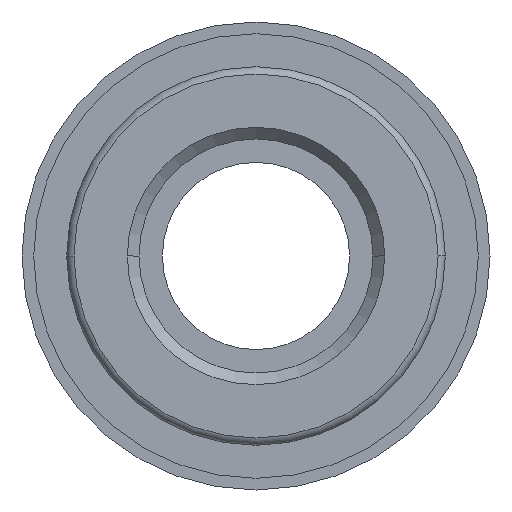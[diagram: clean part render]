
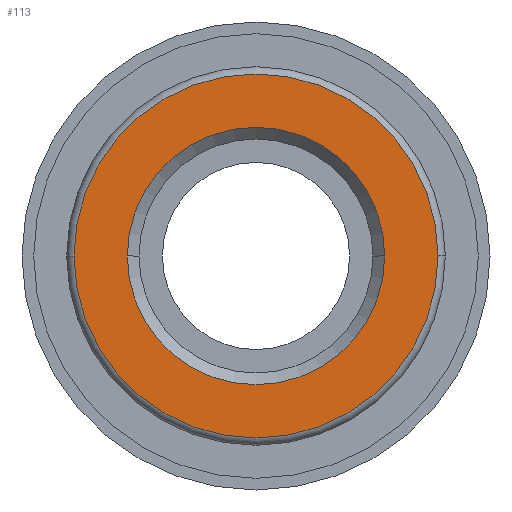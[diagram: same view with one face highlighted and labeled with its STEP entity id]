
A CAD part, front view. The second image highlights one B-rep face of the part: STEP entity #113.
In plain terms, the highlighted planar face has unit normal (0, -1, 0).
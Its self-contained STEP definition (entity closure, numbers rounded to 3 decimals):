
#113=ADVANCED_FACE('',(#274,#275),#276,.T.);
#274=FACE_BOUND('',#491,.T.);
#275=FACE_OUTER_BOUND('',#492,.T.);
#276=PLANE('',#493);
#491=EDGE_LOOP('',(#760,#761));
#492=EDGE_LOOP('',(#762,#763));
#493=AXIS2_PLACEMENT_3D('',#764,#765,#766);
#760=ORIENTED_EDGE('',*,*,#1239,.T.);
#761=ORIENTED_EDGE('',*,*,#1206,.T.);
#762=ORIENTED_EDGE('',*,*,#1240,.T.);
#763=ORIENTED_EDGE('',*,*,#1241,.T.);
#764=CARTESIAN_POINT('',(0.0,0.0,0.0));
#765=DIRECTION('',(0.0,-1.0,0.0));
#766=DIRECTION('',(-1.0,0.0,0.0));
#1206=EDGE_CURVE('',#1412,#1415,#1417,.T.);
#1239=EDGE_CURVE('',#1415,#1412,#1470,.T.);
#1240=EDGE_CURVE('',#1471,#1472,#1473,.T.);
#1241=EDGE_CURVE('',#1472,#1471,#1474,.T.);
#1412=VERTEX_POINT('',#1693);
#1415=VERTEX_POINT('',#1697);
#1417=CIRCLE('',#1700,4.95);
#1470=CIRCLE('',#1763,4.95);
#1471=VERTEX_POINT('',#1764);
#1472=VERTEX_POINT('',#1765);
#1473=CIRCLE('',#1766,7.0);
#1474=CIRCLE('',#1767,7.0);
#1693=CARTESIAN_POINT('',(4.95,0.0,0.));
#1697=CARTESIAN_POINT('',(-4.95,0.0,0.));
#1700=AXIS2_PLACEMENT_3D('',#2012,#2013,#2014);
#1763=AXIS2_PLACEMENT_3D('',#2067,#2068,#2069);
#1764=CARTESIAN_POINT('',(7.0,0.0,0.0));
#1765=CARTESIAN_POINT('',(-7.0,0.0,0.));
#1766=AXIS2_PLACEMENT_3D('',#2070,#2071,#2072);
#1767=AXIS2_PLACEMENT_3D('',#2073,#2074,#2075);
#2012=CARTESIAN_POINT('',(0.0,0.0,0.0));
#2013=DIRECTION('',(-0.0,1.0,0.0));
#2014=DIRECTION('',(1.0,0.0,0.0));
#2067=CARTESIAN_POINT('',(0.0,0.0,0.0));
#2068=DIRECTION('',(-0.0,1.0,0.0));
#2069=DIRECTION('',(1.0,0.0,0.0));
#2070=CARTESIAN_POINT('',(0.0,0.0,0.0));
#2071=DIRECTION('',(0.0,-1.0,0.0));
#2072=DIRECTION('',(1.0,0.0,0.0));
#2073=CARTESIAN_POINT('',(0.0,0.0,0.0));
#2074=DIRECTION('',(0.0,-1.0,0.0));
#2075=DIRECTION('',(1.0,0.0,0.0));
